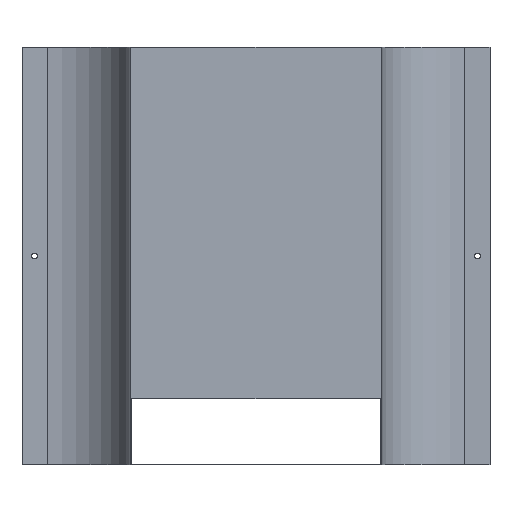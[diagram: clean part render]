
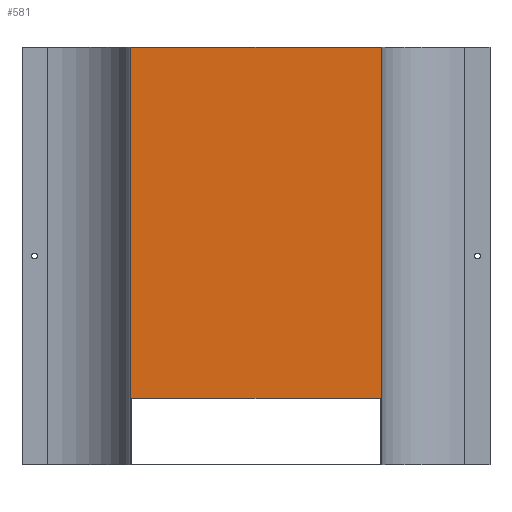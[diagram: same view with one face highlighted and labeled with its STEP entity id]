
A CAD part, front view. The second image highlights one B-rep face of the part: STEP entity #581.
In plain terms, the highlighted planar face has unit normal (0, -1, 0).
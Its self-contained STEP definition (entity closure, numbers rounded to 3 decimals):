
#62 = ORIENTED_EDGE ( 'NONE', *, *, #1900, .T. ) ;
#63 = ORIENTED_EDGE ( 'NONE', *, *, #1256, .T. ) ;
#64 = ORIENTED_EDGE ( 'NONE', *, *, #1962, .T. ) ;
#65 = ORIENTED_EDGE ( 'NONE', *, *, #1241, .T. ) ;
#87 = EDGE_LOOP ( 'NONE', ( #65, #64, #63, #62 ) ) ;
#333 = VERTEX_POINT ( 'NONE', #2163 ) ;
#341 = VERTEX_POINT ( 'NONE', #2162 ) ;
#581 = ADVANCED_FACE ( 'NONE', ( #2099 ), #2330, .T. ) ;
#656 = LINE ( 'NONE', #851, #659 ) ;
#659 = VECTOR ( 'NONE', #853, 1000. ) ;
#682 = LINE ( 'NONE', #884, #685 ) ;
#685 = VECTOR ( 'NONE', #885, 1000. ) ;
#760 = AXIS2_PLACEMENT_3D ( 'NONE', #2326, #2332, #2333 ) ;
#851 = CARTESIAN_POINT ( 'NONE',  ( 0., -1., 1. ) ) ;
#853 = DIRECTION ( 'NONE',  ( 0., 0., -1. ) ) ;
#884 = CARTESIAN_POINT ( 'NONE',  ( 300., -1., 1. ) ) ;
#885 = DIRECTION ( 'NONE',  ( 0., 0., 1. ) ) ;
#1010 = CARTESIAN_POINT ( 'NONE',  ( 0., -1., 1. ) ) ;
#1011 = DIRECTION ( 'NONE',  ( -1., 0., 0. ) ) ;
#1241 = EDGE_CURVE ( 'NONE', #2705, #2662, #656, .T. ) ;
#1256 = EDGE_CURVE ( 'NONE', #341, #333, #682, .T. ) ;
#1268 = LINE ( 'NONE', #1010, #1269 ) ;
#1269 = VECTOR ( 'NONE', #1011, 1000. ) ;
#1380 = LINE ( 'NONE', #1499, #1383 ) ;
#1383 = VECTOR ( 'NONE', #1500, 1000. ) ;
#1499 = CARTESIAN_POINT ( 'NONE',  ( 0., -1., -419. ) ) ;
#1500 = DIRECTION ( 'NONE',  ( 1., 0., 0. ) ) ;
#1748 = CARTESIAN_POINT ( 'NONE',  ( 0., -1., -419. ) ) ;
#1791 = CARTESIAN_POINT ( 'NONE',  ( 0., -1., 1. ) ) ;
#1900 = EDGE_CURVE ( 'NONE', #333, #2705, #1268, .T. ) ;
#1962 = EDGE_CURVE ( 'NONE', #2662, #341, #1380, .T. ) ;
#2099 = FACE_OUTER_BOUND ( 'NONE', #87, .T. ) ;
#2162 = CARTESIAN_POINT ( 'NONE',  ( 300., -1., -419. ) ) ;
#2163 = CARTESIAN_POINT ( 'NONE',  ( 300., -1., 1. ) ) ;
#2326 = CARTESIAN_POINT ( 'NONE',  ( 0., -1., 0. ) ) ;
#2330 = PLANE ( 'NONE',  #760 ) ;
#2332 = DIRECTION ( 'NONE',  ( 0., -1., 0. ) ) ;
#2333 = DIRECTION ( 'NONE',  ( 0., 0., -1. ) ) ;
#2662 = VERTEX_POINT ( 'NONE', #1748 ) ;
#2705 = VERTEX_POINT ( 'NONE', #1791 ) ;
